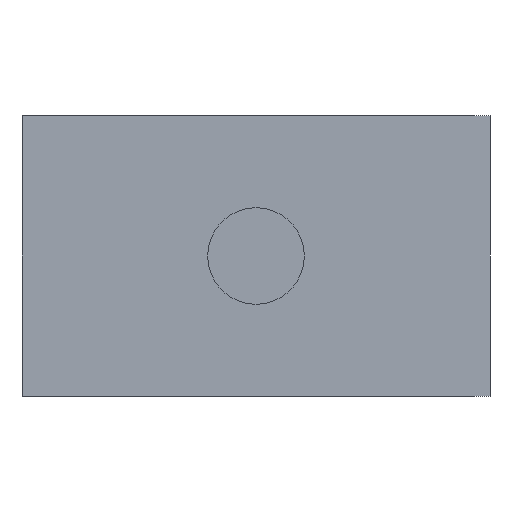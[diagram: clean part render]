
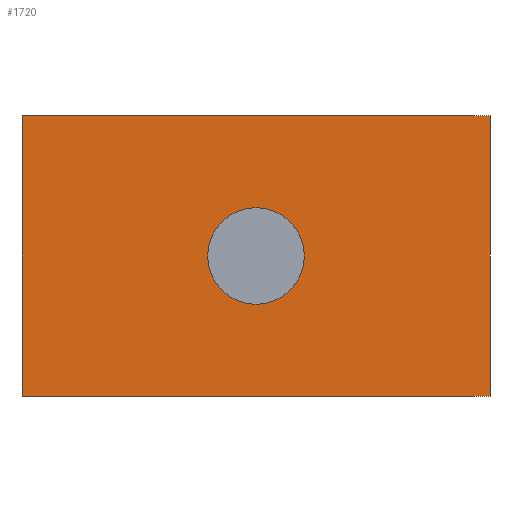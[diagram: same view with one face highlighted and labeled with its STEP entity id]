
A CAD part, front view. The second image highlights one B-rep face of the part: STEP entity #1720.
In plain terms, the highlighted planar face has unit normal (0, -1, 0).
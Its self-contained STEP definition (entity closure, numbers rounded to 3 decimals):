
#163=DIRECTION('',(1.,0.,0.));
#164=VECTOR('',#163,30.);
#165=CARTESIAN_POINT('',(-15.,0.,0.));
#166=LINE('',#165,#164);
#199=DIRECTION('',(1.,0.,0.));
#200=VECTOR('',#199,30.);
#201=CARTESIAN_POINT('',(-15.,0.,18.));
#202=LINE('',#201,#200);
#376=DIRECTION('',(0.,0.,1.));
#377=VECTOR('',#376,18.);
#378=CARTESIAN_POINT('',(15.,0.,0.));
#379=LINE('',#378,#377);
#380=DIRECTION('',(0.,0.,1.));
#381=VECTOR('',#380,18.);
#382=CARTESIAN_POINT('',(-15.,0.,0.));
#383=LINE('',#382,#381);
#384=CARTESIAN_POINT('',(0.,0.,9.));
#385=DIRECTION('',(0.,1.,0.));
#386=DIRECTION('',(-1.,0.,0.));
#387=AXIS2_PLACEMENT_3D('',#384,#385,#386);
#389=CARTESIAN_POINT('',(0.,0.,9.));
#390=DIRECTION('',(0.,1.,0.));
#391=DIRECTION('',(1.,0.,0.));
#392=AXIS2_PLACEMENT_3D('',#389,#390,#391);
#1082=CARTESIAN_POINT('',(-15.,0.,0.));
#1083=CARTESIAN_POINT('',(15.,0.,0.));
#1084=VERTEX_POINT('',#1082);
#1085=VERTEX_POINT('',#1083);
#1094=CARTESIAN_POINT('',(-15.,0.,18.));
#1095=CARTESIAN_POINT('',(15.,0.,18.));
#1096=VERTEX_POINT('',#1094);
#1097=VERTEX_POINT('',#1095);
#1356=CARTESIAN_POINT('',(-3.1,0.,9.));
#1357=CARTESIAN_POINT('',(3.1,0.,9.));
#1358=VERTEX_POINT('',#1356);
#1359=VERTEX_POINT('',#1357);
#1703=CARTESIAN_POINT('',(-15.,0.,0.));
#1704=DIRECTION('',(0.,-1.,0.));
#1705=DIRECTION('',(1.,0.,0.));
#1706=AXIS2_PLACEMENT_3D('',#1703,#1704,#1705);
#1707=PLANE('',#1706);
#1708=ORIENTED_EDGE('',*,*,#1427,.F.);
#1709=ORIENTED_EDGE('',*,*,#1672,.T.);
#1710=ORIENTED_EDGE('',*,*,#1570,.T.);
#1711=ORIENTED_EDGE('',*,*,#1698,.F.);
#1712=EDGE_LOOP('',(#1708,#1709,#1710,#1711));
#1713=FACE_OUTER_BOUND('',#1712,.F.);
#1715=ORIENTED_EDGE('',*,*,#1714,.F.);
#1717=ORIENTED_EDGE('',*,*,#1716,.F.);
#1718=EDGE_LOOP('',(#1715,#1717));
#1719=FACE_BOUND('',#1718,.F.);
#388=CIRCLE('',#387,3.1);
#393=CIRCLE('',#392,3.1);
#1427=EDGE_CURVE('',#1084,#1085,#166,.T.);
#1570=EDGE_CURVE('',#1096,#1097,#202,.T.);
#1672=EDGE_CURVE('',#1084,#1096,#383,.T.);
#1698=EDGE_CURVE('',#1085,#1097,#379,.T.);
#1714=EDGE_CURVE('',#1358,#1359,#388,.T.);
#1716=EDGE_CURVE('',#1359,#1358,#393,.T.);
#1720=ADVANCED_FACE('',(#1713,#1719),#1707,.T.);
